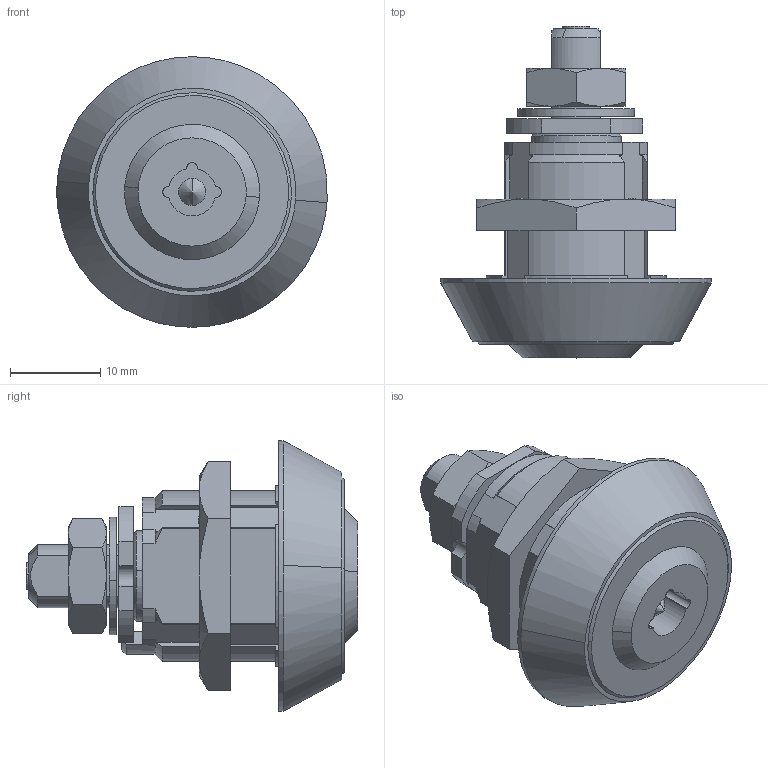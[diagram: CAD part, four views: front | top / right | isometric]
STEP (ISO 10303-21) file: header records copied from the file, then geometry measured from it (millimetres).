
FILE_DESCRIPTION((''),'2;1');
FILE_NAME('','2006-11-10T13:29:34',(''),(''),'','CADfix','');
FILE_SCHEMA(('AUTOMOTIVE_DESIGN'));
Length unit declared in the file: millimetre
Products named in the file (7): washer; ring; nut_B; nut_A; lock; control_cam; TL_350_130_36
Assembly tree (6 placements, depth 2):
  TL_350_130_36
    washer
    ring
    nut_B
    nut_A
    lock
    control_cam
Bounding box: 29.97 x 36.8 x 30 mm (x, y, z)
Volume: 9392 mm3; surface area: 6106.8 mm2
Topology: 6 solids, 6 shells, 170 faces, 488 edges, 336 vertices
Faces by surface type: bspline 170
Entity records: 6096 total; most frequent: CARTESIAN_POINT 3224, ORIENTED_EDGE 972, EDGE_CURVE 486, VERTEX_POINT 336, QUASI_UNIFORM_CURVE 208, EDGE_LOOP 188, FACE_OUTER_BOUND 170, ADVANCED_FACE 170
